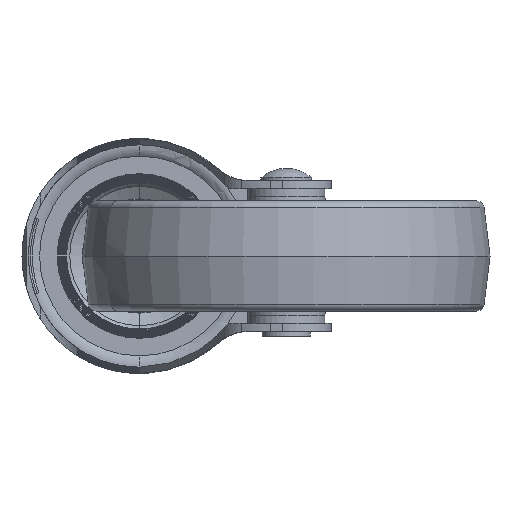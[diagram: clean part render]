
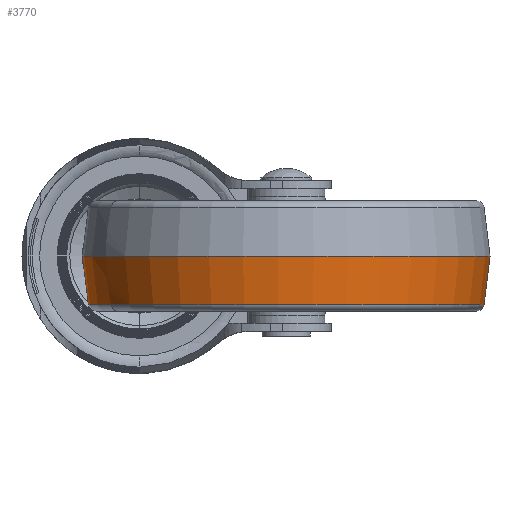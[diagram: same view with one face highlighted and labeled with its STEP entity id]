
A CAD part, front view. The second image highlights one B-rep face of the part: STEP entity #3770.
In plain terms, the highlighted spherical face has radius 50 mm.
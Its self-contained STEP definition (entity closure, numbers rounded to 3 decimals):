
#924 = ORIENTED_EDGE ( 'NONE', *, *, #19524, .F. ) ;
#1467 = DIRECTION ( 'NONE',  ( 0., 0., 1. ) ) ;
#1673 = CARTESIAN_POINT ( 'NONE',  ( 36., -75.6, 0. ) ) ;
#2369 = EDGE_CURVE ( 'NONE', #14343, #13265, #25196, .T. ) ;
#3514 = FACE_BOUND ( 'NONE', #8364, .T. ) ;
#3636 = CIRCLE ( 'NONE', #15425, 50. ) ;
#3770 = ADVANCED_FACE ( 'NONE', ( #3514, #20871 ), #17280, .T. ) ;
#3892 = DIRECTION ( 'NONE',  ( 0.885, 0.466, 0. ) ) ;
#3905 = DIRECTION ( 'NONE',  ( 1., 0., 0. ) ) ;
#5253 = AXIS2_PLACEMENT_3D ( 'NONE', #25072, #1467, #3892 ) ;
#5667 = ORIENTED_EDGE ( 'NONE', *, *, #20168, .T. ) ;
#7255 = CIRCLE ( 'NONE', #10139, 50. ) ;
#7319 = DIRECTION ( 'NONE',  ( -0.885, -0.466, 0. ) ) ;
#7611 = VERTEX_POINT ( 'NONE', #14460 ) ;
#7742 = AXIS2_PLACEMENT_3D ( 'NONE', #21264, #25066, #7319 ) ;
#8364 = EDGE_LOOP ( 'NONE', ( #5667, #14114 ) ) ;
#9372 = DIRECTION ( 'NONE',  ( 0.885, 0.466, 0. ) ) ;
#9744 = DIRECTION ( 'NONE',  ( 0., 0., 1. ) ) ;
#10139 = AXIS2_PLACEMENT_3D ( 'NONE', #23188, #19341, #3905 ) ;
#13265 = VERTEX_POINT ( 'NONE', #15793 ) ;
#13950 = ORIENTED_EDGE ( 'NONE', *, *, #19845, .T. ) ;
#14114 = ORIENTED_EDGE ( 'NONE', *, *, #2369, .T. ) ;
#14343 = VERTEX_POINT ( 'NONE', #18840 ) ;
#14460 = CARTESIAN_POINT ( 'NONE',  ( 12.722, -31.349, 0. ) ) ;
#15425 = AXIS2_PLACEMENT_3D ( 'NONE', #1673, #17232, #16725 ) ;
#15793 = CARTESIAN_POINT ( 'NONE',  ( 78.962, -53., -11.979 ) ) ;
#15801 = VERTEX_POINT ( 'NONE', #18546 ) ;
#16725 = DIRECTION ( 'NONE',  ( -1., 0., 0. ) ) ;
#17232 = DIRECTION ( 'NONE',  ( 0., 0., -1. ) ) ;
#17280 = SPHERICAL_SURFACE ( 'NONE', #7742, 50. ) ;
#17507 = CIRCLE ( 'NONE', #5253, 48.544 ) ;
#17533 = CARTESIAN_POINT ( 'NONE',  ( 36., -75.6, -11.979 ) ) ;
#18273 = AXIS2_PLACEMENT_3D ( 'NONE', #17533, #9744, #9372 ) ;
#18546 = CARTESIAN_POINT ( 'NONE',  ( 59.278, -119.851, 0. ) ) ;
#18840 = CARTESIAN_POINT ( 'NONE',  ( -6.962, -98.2, -11.979 ) ) ;
#19091 = EDGE_LOOP ( 'NONE', ( #924, #13950 ) ) ;
#19341 = DIRECTION ( 'NONE',  ( 0., 0., 1. ) ) ;
#19524 = EDGE_CURVE ( 'NONE', #7611, #15801, #7255, .T. ) ;
#19845 = EDGE_CURVE ( 'NONE', #7611, #15801, #3636, .T. ) ;
#20168 = EDGE_CURVE ( 'NONE', #13265, #14343, #17507, .T. ) ;
#20871 = FACE_OUTER_BOUND ( 'NONE', #19091, .T. ) ;
#21264 = CARTESIAN_POINT ( 'NONE',  ( 36., -75.6, 0. ) ) ;
#23188 = CARTESIAN_POINT ( 'NONE',  ( 36., -75.6, 0. ) ) ;
#25066 = DIRECTION ( 'NONE',  ( 0., 0., -1. ) ) ;
#25072 = CARTESIAN_POINT ( 'NONE',  ( 36., -75.6, -11.979 ) ) ;
#25196 = CIRCLE ( 'NONE', #18273, 48.544 ) ;
